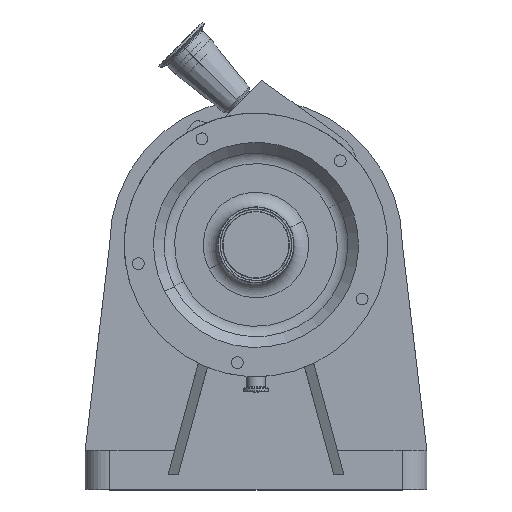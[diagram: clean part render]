
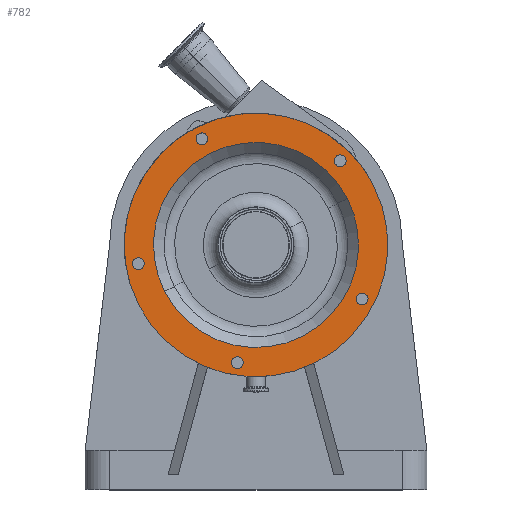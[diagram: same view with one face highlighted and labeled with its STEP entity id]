
A CAD part, top view. The second image highlights one B-rep face of the part: STEP entity #782.
In plain terms, the highlighted planar face has unit normal (0, 0, 1).
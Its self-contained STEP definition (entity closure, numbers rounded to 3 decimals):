
#646 = EDGE_CURVE ( 'NONE', #2943, #3035, #7164, .T. ) ;
#647 = EDGE_LOOP ( 'NONE', ( #835, #843 ) ) ;
#736 = EDGE_CURVE ( 'NONE', #3034, #3103, #1562, .T. ) ;
#777 = ORIENTED_EDGE ( 'NONE', *, *, #646, .F. ) ;
#780 = EDGE_LOOP ( 'NONE', ( #777, #809 ) ) ;
#782 = ADVANCED_FACE ( 'NONE', ( #6707, #6671, #6663, #6705, #6668, #6710, #6660 ), #6667, .F. ) ;
#792 = EDGE_CURVE ( 'NONE', #3003, #2996, #6738, .T. ) ;
#794 = EDGE_LOOP ( 'NONE', ( #812, #823 ) ) ;
#795 = EDGE_CURVE ( 'NONE', #3005, #3029, #6750, .T. ) ;
#807 = ORIENTED_EDGE ( 'NONE', *, *, #824, .F. ) ;
#808 = ORIENTED_EDGE ( 'NONE', *, *, #826, .F. ) ;
#809 = ORIENTED_EDGE ( 'NONE', *, *, #3054, .F. ) ;
#810 = EDGE_LOOP ( 'NONE', ( #813, #811 ) ) ;
#811 = ORIENTED_EDGE ( 'NONE', *, *, #3059, .F. ) ;
#812 = ORIENTED_EDGE ( 'NONE', *, *, #792, .F. ) ;
#813 = ORIENTED_EDGE ( 'NONE', *, *, #795, .F. ) ;
#819 = ORIENTED_EDGE ( 'NONE', *, *, #2932, .F. ) ;
#820 = EDGE_LOOP ( 'NONE', ( #807, #819 ) ) ;
#821 = ORIENTED_EDGE ( 'NONE', *, *, #2990, .F. ) ;
#823 = ORIENTED_EDGE ( 'NONE', *, *, #3038, .F. ) ;
#824 = EDGE_CURVE ( 'NONE', #2918, #2933, #5992, .T. ) ;
#826 = EDGE_CURVE ( 'NONE', #2975, #2947, #5982, .T. ) ;
#829 = EDGE_LOOP ( 'NONE', ( #808, #821 ) ) ;
#834 = ORIENTED_EDGE ( 'NONE', *, *, #2957, .F. ) ;
#835 = ORIENTED_EDGE ( 'NONE', *, *, #3100, .T. ) ;
#840 = ORIENTED_EDGE ( 'NONE', *, *, #841, .F. ) ;
#841 = EDGE_CURVE ( 'NONE', #2955, #2974, #5970, .T. ) ;
#843 = ORIENTED_EDGE ( 'NONE', *, *, #736, .T. ) ;
#861 = EDGE_LOOP ( 'NONE', ( #840, #834 ) ) ;
#1560 = CARTESIAN_POINT ( 'NONE',  ( 0., 0., 284. ) ) ;
#1562 = CIRCLE ( 'NONE', #1571, 135. ) ;
#1564 = DIRECTION ( 'NONE',  ( 0.891, 0.454, 0. ) ) ;
#1568 = DIRECTION ( 'NONE',  ( 0., 0., 1. ) ) ;
#1571 = AXIS2_PLACEMENT_3D ( 'NONE', #1560, #1568, #1564 ) ;
#2918 = VERTEX_POINT ( 'NONE', #7685 ) ;
#2932 = EDGE_CURVE ( 'NONE', #2933, #2918, #7538, .T. ) ;
#2933 = VERTEX_POINT ( 'NONE', #7661 ) ;
#2943 = VERTEX_POINT ( 'NONE', #7740 ) ;
#2947 = VERTEX_POINT ( 'NONE', #7744 ) ;
#2955 = VERTEX_POINT ( 'NONE', #7739 ) ;
#2957 = EDGE_CURVE ( 'NONE', #2974, #2955, #7727, .T. ) ;
#2974 = VERTEX_POINT ( 'NONE', #7754 ) ;
#2975 = VERTEX_POINT ( 'NONE', #7561 ) ;
#2990 = EDGE_CURVE ( 'NONE', #2947, #2975, #7639, .T. ) ;
#2996 = VERTEX_POINT ( 'NONE', #7764 ) ;
#3003 = VERTEX_POINT ( 'NONE', #7763 ) ;
#3005 = VERTEX_POINT ( 'NONE', #7607 ) ;
#3029 = VERTEX_POINT ( 'NONE', #7810 ) ;
#3034 = VERTEX_POINT ( 'NONE', #7867 ) ;
#3035 = VERTEX_POINT ( 'NONE', #7866 ) ;
#3038 = EDGE_CURVE ( 'NONE', #2996, #3003, #7829, .T. ) ;
#3054 = EDGE_CURVE ( 'NONE', #3035, #2943, #7822, .T. ) ;
#3059 = EDGE_CURVE ( 'NONE', #3029, #3005, #7887, .T. ) ;
#3100 = EDGE_CURVE ( 'NONE', #3103, #3034, #4276, .T. ) ;
#3103 = VERTEX_POINT ( 'NONE', #4350 ) ;
#4276 = CIRCLE ( 'NONE', #4357, 135. ) ;
#4346 = DIRECTION ( 'NONE',  ( 0.891, 0.454, 0. ) ) ;
#4347 = DIRECTION ( 'NONE',  ( 0., 0., 1. ) ) ;
#4348 = CARTESIAN_POINT ( 'NONE',  ( 0., 0., 284. ) ) ;
#4350 = CARTESIAN_POINT ( 'NONE',  ( 120.286, 61.289, 284. ) ) ;
#4357 = AXIS2_PLACEMENT_3D ( 'NONE', #4348, #4347, #4346 ) ;
#5963 = CARTESIAN_POINT ( 'NONE',  ( 0., 0., 284. ) ) ;
#5964 = AXIS2_PLACEMENT_3D ( 'NONE', #5963, #5991, #5990 ) ;
#5966 = CARTESIAN_POINT ( 'NONE',  ( -120.498, -19.085, 284. ) ) ;
#5968 = AXIS2_PLACEMENT_3D ( 'NONE', #5966, #5972, #5971 ) ;
#5970 = CIRCLE ( 'NONE', #5964, 105. ) ;
#5971 = DIRECTION ( 'NONE',  ( -0.156, 0.988, 0. ) ) ;
#5972 = DIRECTION ( 'NONE',  ( 0., 0., 1. ) ) ;
#5978 = DIRECTION ( 'NONE',  ( 0.891, 0.454, 0. ) ) ;
#5979 = DIRECTION ( 'NONE',  ( 0., 0., 1. ) ) ;
#5980 = AXIS2_PLACEMENT_3D ( 'NONE', #5983, #5979, #5978 ) ;
#5982 = CIRCLE ( 'NONE', #5980, 6. ) ;
#5983 = CARTESIAN_POINT ( 'NONE',  ( -55.387, 108.703, 284. ) ) ;
#5990 = DIRECTION ( 'NONE',  ( 0.891, 0.454, 0. ) ) ;
#5991 = DIRECTION ( 'NONE',  ( 0., 0., 1. ) ) ;
#5992 = CIRCLE ( 'NONE', #5968, 6. ) ;
#6660 = FACE_BOUND ( 'NONE', #861, .T. ) ;
#6663 = FACE_BOUND ( 'NONE', #794, .T. ) ;
#6664 = AXIS2_PLACEMENT_3D ( 'NONE', #6670, #6711, #6718 ) ;
#6667 = PLANE ( 'NONE',  #6664 ) ;
#6668 = FACE_BOUND ( 'NONE', #829, .T. ) ;
#6670 = CARTESIAN_POINT ( 'NONE',  ( -17.706, 34.749, 284. ) ) ;
#6671 = FACE_BOUND ( 'NONE', #810, .T. ) ;
#6705 = FACE_BOUND ( 'NONE', #820, .T. ) ;
#6707 = FACE_BOUND ( 'NONE', #780, .T. ) ;
#6710 = FACE_OUTER_BOUND ( 'NONE', #647, .T. ) ;
#6711 = DIRECTION ( 'NONE',  ( 0., 0., -1. ) ) ;
#6712 = DIRECTION ( 'NONE',  ( 0., 0., 1. ) ) ;
#6713 = CARTESIAN_POINT ( 'NONE',  ( -19.085, -120.498, 284. ) ) ;
#6714 = AXIS2_PLACEMENT_3D ( 'NONE', #6713, #6712, #6760 ) ;
#6717 = AXIS2_PLACEMENT_3D ( 'NONE', #6759, #6755, #6754 ) ;
#6718 = DIRECTION ( 'NONE',  ( -0.891, -0.454, 0. ) ) ;
#6738 = CIRCLE ( 'NONE', #6714, 6. ) ;
#6750 = CIRCLE ( 'NONE', #6717, 6. ) ;
#6754 = DIRECTION ( 'NONE',  ( -0.454, -0.891, 0. ) ) ;
#6755 = DIRECTION ( 'NONE',  ( 0., 0., 1. ) ) ;
#6759 = CARTESIAN_POINT ( 'NONE',  ( 108.703, -55.387, 284. ) ) ;
#6760 = DIRECTION ( 'NONE',  ( -0.988, 0.156, 0. ) ) ;
#7164 = CIRCLE ( 'NONE', #7168, 6. ) ;
#7165 = CARTESIAN_POINT ( 'NONE',  ( 86.267, 86.267, 284. ) ) ;
#7166 = DIRECTION ( 'NONE',  ( 0.707, -0.707, 0. ) ) ;
#7167 = DIRECTION ( 'NONE',  ( 0., 0., 1. ) ) ;
#7168 = AXIS2_PLACEMENT_3D ( 'NONE', #7165, #7167, #7166 ) ;
#7538 = CIRCLE ( 'NONE', #7547, 6. ) ;
#7546 = DIRECTION ( 'NONE',  ( 0., 0., 1. ) ) ;
#7547 = AXIS2_PLACEMENT_3D ( 'NONE', #7548, #7546, #7549 ) ;
#7548 = CARTESIAN_POINT ( 'NONE',  ( -120.498, -19.085, 284. ) ) ;
#7549 = DIRECTION ( 'NONE',  ( -0.156, 0.988, 0. ) ) ;
#7561 = CARTESIAN_POINT ( 'NONE',  ( -50.041, 111.427, 284. ) ) ;
#7607 = CARTESIAN_POINT ( 'NONE',  ( 105.979, -60.733, 284. ) ) ;
#7624 = CARTESIAN_POINT ( 'NONE',  ( -55.387, 108.703, 284. ) ) ;
#7630 = AXIS2_PLACEMENT_3D ( 'NONE', #7624, #7638, #7642 ) ;
#7638 = DIRECTION ( 'NONE',  ( 0., 0., 1. ) ) ;
#7639 = CIRCLE ( 'NONE', #7630, 6. ) ;
#7642 = DIRECTION ( 'NONE',  ( 0.891, 0.454, 0. ) ) ;
#7661 = CARTESIAN_POINT ( 'NONE',  ( -119.559, -25.011, 284. ) ) ;
#7685 = CARTESIAN_POINT ( 'NONE',  ( -121.437, -13.159, 284. ) ) ;
#7727 = CIRCLE ( 'NONE', #7732, 105. ) ;
#7728 = DIRECTION ( 'NONE',  ( 0., 0., 1. ) ) ;
#7729 = CARTESIAN_POINT ( 'NONE',  ( 0., 0., 284. ) ) ;
#7731 = DIRECTION ( 'NONE',  ( 0.891, 0.454, 0. ) ) ;
#7732 = AXIS2_PLACEMENT_3D ( 'NONE', #7729, #7728, #7731 ) ;
#7739 = CARTESIAN_POINT ( 'NONE',  ( 93.556, 47.669, 284. ) ) ;
#7740 = CARTESIAN_POINT ( 'NONE',  ( 90.51, 82.024, 284. ) ) ;
#7744 = CARTESIAN_POINT ( 'NONE',  ( -60.733, 105.979, 284. ) ) ;
#7754 = CARTESIAN_POINT ( 'NONE',  ( -93.556, -47.669, 284. ) ) ;
#7763 = CARTESIAN_POINT ( 'NONE',  ( -25.011, -119.559, 284. ) ) ;
#7764 = CARTESIAN_POINT ( 'NONE',  ( -13.159, -121.437, 284. ) ) ;
#7810 = CARTESIAN_POINT ( 'NONE',  ( 111.427, -50.041, 284. ) ) ;
#7811 = DIRECTION ( 'NONE',  ( 0.707, -0.707, 0. ) ) ;
#7813 = DIRECTION ( 'NONE',  ( 0., 0., 1. ) ) ;
#7814 = AXIS2_PLACEMENT_3D ( 'NONE', #7815, #7813, #7811 ) ;
#7815 = CARTESIAN_POINT ( 'NONE',  ( 86.267, 86.267, 284. ) ) ;
#7822 = CIRCLE ( 'NONE', #7814, 6. ) ;
#7827 = DIRECTION ( 'NONE',  ( -0.988, 0.156, 0. ) ) ;
#7829 = CIRCLE ( 'NONE', #7857, 6. ) ;
#7855 = DIRECTION ( 'NONE',  ( 0., 0., 1. ) ) ;
#7856 = CARTESIAN_POINT ( 'NONE',  ( -19.085, -120.498, 284. ) ) ;
#7857 = AXIS2_PLACEMENT_3D ( 'NONE', #7856, #7855, #7827 ) ;
#7866 = CARTESIAN_POINT ( 'NONE',  ( 82.024, 90.51, 284. ) ) ;
#7867 = CARTESIAN_POINT ( 'NONE',  ( -120.286, -61.289, 284. ) ) ;
#7880 = CARTESIAN_POINT ( 'NONE',  ( 108.703, -55.387, 284. ) ) ;
#7881 = DIRECTION ( 'NONE',  ( -0.454, -0.891, 0. ) ) ;
#7882 = AXIS2_PLACEMENT_3D ( 'NONE', #7880, #7886, #7881 ) ;
#7886 = DIRECTION ( 'NONE',  ( 0., 0., 1. ) ) ;
#7887 = CIRCLE ( 'NONE', #7882, 6. ) ;
